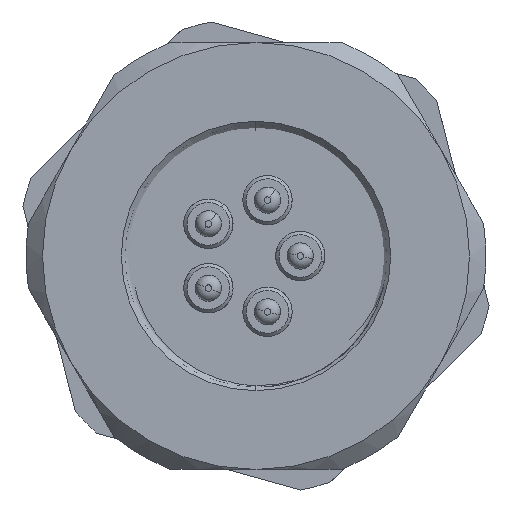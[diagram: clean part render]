
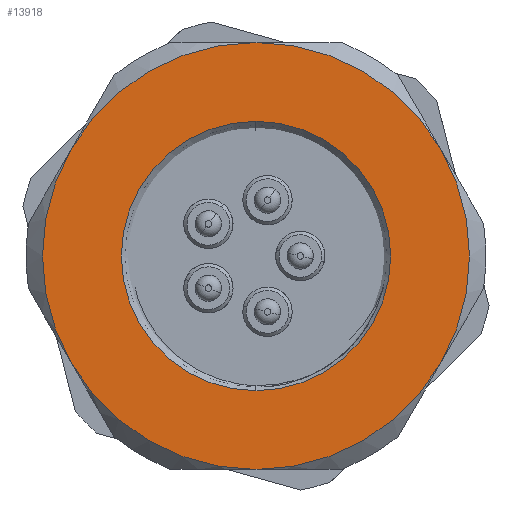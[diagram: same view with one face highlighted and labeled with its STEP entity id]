
A CAD part, left-side view. The second image highlights one B-rep face of the part: STEP entity #13918.
In plain terms, the highlighted planar face has unit normal (-1, 0, 0).
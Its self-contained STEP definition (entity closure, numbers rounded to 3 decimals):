
#176 = EDGE_CURVE ( 'NONE', #9259, #15042, #14384, .T. ) ;
#330 = CIRCLE ( 'NONE', #1946, 6.5 ) ;
#1228 = EDGE_LOOP ( 'NONE', ( #14775, #17056, #5013, #16163, #14091, #14414 ) ) ;
#1654 = CARTESIAN_POINT ( 'NONE',  ( -13.6, 0., 0. ) ) ;
#1793 = DIRECTION ( 'NONE',  ( 1., 0., 0. ) ) ;
#1865 = AXIS2_PLACEMENT_3D ( 'NONE', #10311, #14406, #14312 ) ;
#1892 = DIRECTION ( 'NONE',  ( 0., 0., -1. ) ) ;
#1919 = VERTEX_POINT ( 'NONE', #14419 ) ;
#1946 = AXIS2_PLACEMENT_3D ( 'NONE', #2301, #1998, #3609 ) ;
#1998 = DIRECTION ( 'NONE',  ( -1., 0., 0. ) ) ;
#2301 = CARTESIAN_POINT ( 'NONE',  ( -13.6, 0., 0. ) ) ;
#2861 = DIRECTION ( 'NONE',  ( 1., 0., 0. ) ) ;
#3609 = DIRECTION ( 'NONE',  ( 0., 0., -1. ) ) ;
#4003 = EDGE_CURVE ( 'NONE', #18138, #19469, #16612, .T. ) ;
#4092 = DIRECTION ( 'NONE',  ( -1., 0., 0. ) ) ;
#4271 = AXIS2_PLACEMENT_3D ( 'NONE', #19788, #5896, #19684 ) ;
#4290 = CARTESIAN_POINT ( 'NONE',  ( -13.6, 5.629, 3.25 ) ) ;
#4862 = VERTEX_POINT ( 'NONE', #4290 ) ;
#4919 = CARTESIAN_POINT ( 'NONE',  ( -13.6, -5.629, -3.25 ) ) ;
#5013 = ORIENTED_EDGE ( 'NONE', *, *, #8787, .T. ) ;
#5896 = DIRECTION ( 'NONE',  ( -1., 0., 0. ) ) ;
#6258 = DIRECTION ( 'NONE',  ( 0., 0., -1. ) ) ;
#6466 = CIRCLE ( 'NONE', #9358, 4.1 ) ;
#6860 = CIRCLE ( 'NONE', #4271, 6.5 ) ;
#7394 = AXIS2_PLACEMENT_3D ( 'NONE', #10257, #4092, #10354 ) ;
#8680 = CIRCLE ( 'NONE', #7394, 6.5 ) ;
#8785 = FACE_BOUND ( 'NONE', #19240, .T. ) ;
#8787 = EDGE_CURVE ( 'NONE', #15042, #17506, #6860, .T. ) ;
#8886 = FACE_OUTER_BOUND ( 'NONE', #1228, .T. ) ;
#9085 = CARTESIAN_POINT ( 'NONE',  ( -13.6, 7., 0. ) ) ;
#9259 = VERTEX_POINT ( 'NONE', #4919 ) ;
#9358 = AXIS2_PLACEMENT_3D ( 'NONE', #12035, #12619, #13460 ) ;
#9461 = CIRCLE ( 'NONE', #14644, 6.5 ) ;
#9636 = DIRECTION ( 'NONE',  ( -1., 0., 0. ) ) ;
#9653 = CARTESIAN_POINT ( 'NONE',  ( -13.6, 0., 4.1 ) ) ;
#9882 = EDGE_CURVE ( 'NONE', #13017, #1919, #9461, .T. ) ;
#10163 = CARTESIAN_POINT ( 'NONE',  ( -13.6, -5.629, 3.25 ) ) ;
#10257 = CARTESIAN_POINT ( 'NONE',  ( -13.6, 0., 0. ) ) ;
#10311 = CARTESIAN_POINT ( 'NONE',  ( -13.6, 0., 0. ) ) ;
#10354 = DIRECTION ( 'NONE',  ( 0., 0., -1. ) ) ;
#10559 = CIRCLE ( 'NONE', #1865, 6.5 ) ;
#10592 = DIRECTION ( 'NONE',  ( 0., 0., -1. ) ) ;
#10808 = CARTESIAN_POINT ( 'NONE',  ( -13.6, 0., 0. ) ) ;
#11078 = CARTESIAN_POINT ( 'NONE',  ( -13.6, 5.629, -3.25 ) ) ;
#11349 = DIRECTION ( 'NONE',  ( 0., 0., -1. ) ) ;
#11387 = CARTESIAN_POINT ( 'NONE',  ( -13.6, 0., 6.5 ) ) ;
#12035 = CARTESIAN_POINT ( 'NONE',  ( -13.6, 0., 0. ) ) ;
#12466 = EDGE_CURVE ( 'NONE', #4862, #13017, #10559, .T. ) ;
#12619 = DIRECTION ( 'NONE',  ( 1., 0., 0. ) ) ;
#13017 = VERTEX_POINT ( 'NONE', #11078 ) ;
#13089 = ORIENTED_EDGE ( 'NONE', *, *, #17365, .T. ) ;
#13460 = DIRECTION ( 'NONE',  ( 0., 0., -1. ) ) ;
#13884 = CARTESIAN_POINT ( 'NONE',  ( -13.6, 0., -4.1 ) ) ;
#13918 = ADVANCED_FACE ( 'NONE', ( #8785, #8886 ), #16880, .F. ) ;
#14091 = ORIENTED_EDGE ( 'NONE', *, *, #12466, .T. ) ;
#14312 = DIRECTION ( 'NONE',  ( 0., 0., -1. ) ) ;
#14384 = CIRCLE ( 'NONE', #16959, 6.5 ) ;
#14406 = DIRECTION ( 'NONE',  ( -1., 0., 0. ) ) ;
#14414 = ORIENTED_EDGE ( 'NONE', *, *, #9882, .T. ) ;
#14419 = CARTESIAN_POINT ( 'NONE',  ( -13.6, 0., -6.5 ) ) ;
#14644 = AXIS2_PLACEMENT_3D ( 'NONE', #1654, #9636, #11349 ) ;
#14775 = ORIENTED_EDGE ( 'NONE', *, *, #16353, .T. ) ;
#15042 = VERTEX_POINT ( 'NONE', #10163 ) ;
#15353 = EDGE_CURVE ( 'NONE', #17506, #4862, #8680, .T. ) ;
#16044 = ORIENTED_EDGE ( 'NONE', *, *, #4003, .T. ) ;
#16163 = ORIENTED_EDGE ( 'NONE', *, *, #15353, .T. ) ;
#16353 = EDGE_CURVE ( 'NONE', #1919, #9259, #330, .T. ) ;
#16411 = AXIS2_PLACEMENT_3D ( 'NONE', #9085, #2861, #10592 ) ;
#16612 = CIRCLE ( 'NONE', #18246, 4.1 ) ;
#16880 = PLANE ( 'NONE',  #16411 ) ;
#16959 = AXIS2_PLACEMENT_3D ( 'NONE', #10808, #16984, #6258 ) ;
#16984 = DIRECTION ( 'NONE',  ( -1., 0., 0. ) ) ;
#17056 = ORIENTED_EDGE ( 'NONE', *, *, #176, .T. ) ;
#17266 = CARTESIAN_POINT ( 'NONE',  ( -13.6, 0., 0. ) ) ;
#17365 = EDGE_CURVE ( 'NONE', #19469, #18138, #6466, .T. ) ;
#17506 = VERTEX_POINT ( 'NONE', #11387 ) ;
#18138 = VERTEX_POINT ( 'NONE', #9653 ) ;
#18246 = AXIS2_PLACEMENT_3D ( 'NONE', #17266, #1793, #1892 ) ;
#19240 = EDGE_LOOP ( 'NONE', ( #16044, #13089 ) ) ;
#19469 = VERTEX_POINT ( 'NONE', #13884 ) ;
#19684 = DIRECTION ( 'NONE',  ( 0., 0., -1. ) ) ;
#19788 = CARTESIAN_POINT ( 'NONE',  ( -13.6, 0., 0. ) ) ;
